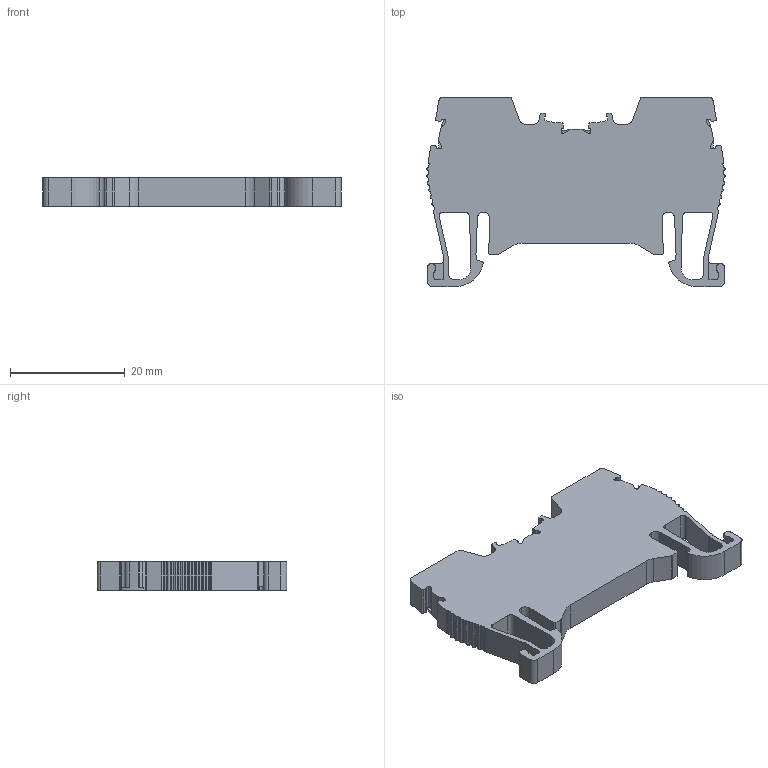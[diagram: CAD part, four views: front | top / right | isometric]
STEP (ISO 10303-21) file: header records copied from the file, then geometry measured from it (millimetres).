
FILE_DESCRIPTION (( 'STEP AP203' ), '1' );
FILE_NAME ('Yeni OPK 1,5 .STEP', '2019-03-16T11:18:30', ( '' ), ( '' ), 'SwSTEP 2.0', 'SolidWorks 2011', '' );
FILE_SCHEMA (( 'CONFIG_CONTROL_DESIGN' ));
Length unit declared in the file: millimetre
Products named in the file (1): Yeni OPK 1,5 
Bounding box: 52 x 33 x 5 mm (x, y, z)
Volume: 5527.7 mm3; surface area: 4205.7 mm2
Topology: 1 solids, 1 shells, 370 faces, 1086 edges, 724 vertices
Faces by surface type: plane 181, cylinder 177, bspline 8, cone 4
Entity records: 12585 total; most frequent: CARTESIAN_POINT 2365, ORIENTED_EDGE 2172, DIRECTION 2162, EDGE_CURVE 1086, AXIS2_PLACEMENT_3D 745, VERTEX_POINT 724, VECTOR 672, LINE 672
